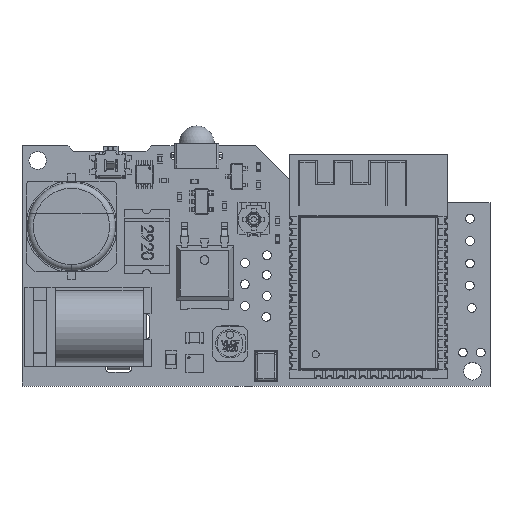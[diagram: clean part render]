
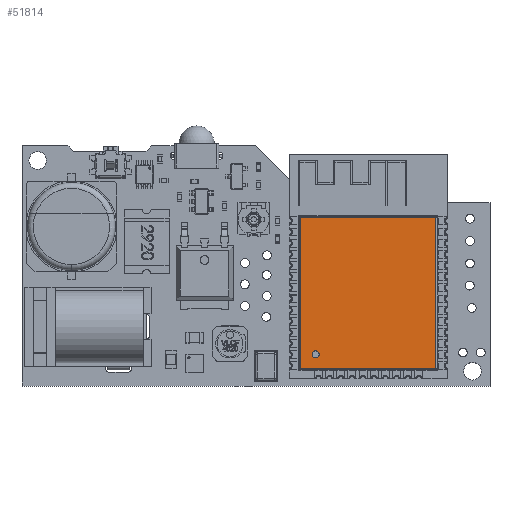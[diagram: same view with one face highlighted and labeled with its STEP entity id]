
A CAD part, top view. The second image highlights one B-rep face of the part: STEP entity #51814.
In plain terms, the highlighted planar face has unit normal (0, 0, 1).
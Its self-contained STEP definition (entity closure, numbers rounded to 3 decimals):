
#51752 = VERTEX_POINT('',#51753);
#51753 = CARTESIAN_POINT('',(-7.7,-8.6,3.1));
#51762 = EDGE_CURVE('',#51752,#51763,#51765,.T.);
#51763 = VERTEX_POINT('',#51764);
#51764 = CARTESIAN_POINT('',(-7.7,8.6,3.1));
#51765 = LINE('',#51766,#51767);
#51766 = CARTESIAN_POINT('',(-7.7,-8.7,3.1));
#51767 = VECTOR('',#51768,1.);
#51768 = DIRECTION('',(0.,1.,0.));
#51814 = ADVANCED_FACE('',(#51815,#51840),#51851,.T.);
#51815 = FACE_BOUND('',#51816,.T.);
#51816 = EDGE_LOOP('',(#51817,#51818,#51826,#51834));
#51817 = ORIENTED_EDGE('',*,*,#51762,.F.);
#51818 = ORIENTED_EDGE('',*,*,#51819,.T.);
#51819 = EDGE_CURVE('',#51752,#51820,#51822,.T.);
#51820 = VERTEX_POINT('',#51821);
#51821 = CARTESIAN_POINT('',(7.7,-8.6,3.1));
#51822 = LINE('',#51823,#51824);
#51823 = CARTESIAN_POINT('',(-7.8,-8.6,3.1));
#51824 = VECTOR('',#51825,1.);
#51825 = DIRECTION('',(1.,0.,0.));
#51826 = ORIENTED_EDGE('',*,*,#51827,.T.);
#51827 = EDGE_CURVE('',#51820,#51828,#51830,.T.);
#51828 = VERTEX_POINT('',#51829);
#51829 = CARTESIAN_POINT('',(7.7,8.6,3.1));
#51830 = LINE('',#51831,#51832);
#51831 = CARTESIAN_POINT('',(7.7,-8.7,3.1));
#51832 = VECTOR('',#51833,1.);
#51833 = DIRECTION('',(0.,1.,0.));
#51834 = ORIENTED_EDGE('',*,*,#51835,.F.);
#51835 = EDGE_CURVE('',#51763,#51828,#51836,.T.);
#51836 = LINE('',#51837,#51838);
#51837 = CARTESIAN_POINT('',(-7.8,8.6,3.1));
#51838 = VECTOR('',#51839,1.);
#51839 = DIRECTION('',(1.,0.,0.));
#51840 = FACE_BOUND('',#51841,.T.);
#51841 = EDGE_LOOP('',(#51842));
#51842 = ORIENTED_EDGE('',*,*,#51843,.F.);
#51843 = EDGE_CURVE('',#51844,#51844,#51846,.T.);
#51844 = VERTEX_POINT('',#51845);
#51845 = CARTESIAN_POINT('',(-5.6,-7.,3.1));
#51846 = CIRCLE('',#51847,0.4);
#51847 = AXIS2_PLACEMENT_3D('',#51848,#51849,#51850);
#51848 = CARTESIAN_POINT('',(-6.,-7.,3.1));
#51849 = DIRECTION('',(0.,0.,1.));
#51850 = DIRECTION('',(1.,0.,0.));
#51851 = PLANE('',#51852);
#51852 = AXIS2_PLACEMENT_3D('',#51853,#51854,#51855);
#51853 = CARTESIAN_POINT('',(-7.8,-8.7,3.1));
#51854 = DIRECTION('',(0.,0.,1.));
#51855 = DIRECTION('',(1.,0.,0.));
